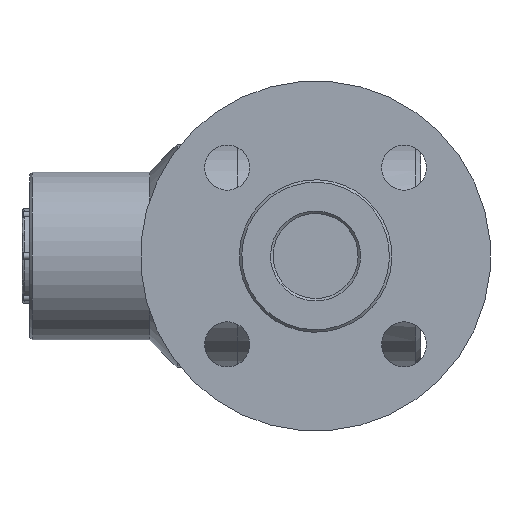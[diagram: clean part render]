
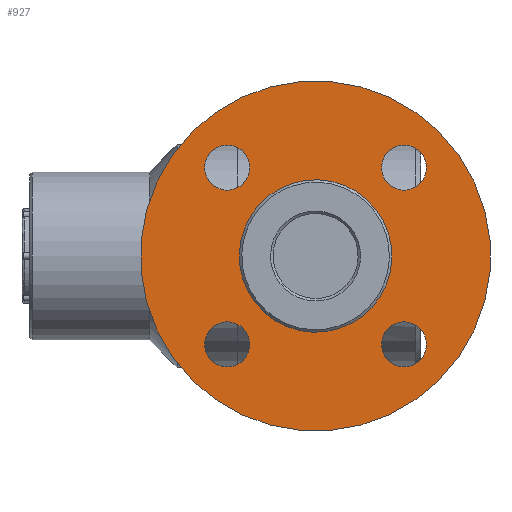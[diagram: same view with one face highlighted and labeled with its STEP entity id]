
A CAD part, left-side view. The second image highlights one B-rep face of the part: STEP entity #927.
In plain terms, the highlighted face is planar.
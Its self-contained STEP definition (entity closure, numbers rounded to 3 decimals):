
#49 = AXIS2_PLACEMENT_3D ( 'NONE', #84, #2833, #1690 ) ;
#59 = DIRECTION ( 'NONE',  ( 1., 0., 0. ) ) ;
#84 = CARTESIAN_POINT ( 'NONE',  ( 0., 0., 0. ) ) ;
#92 = ORIENTED_EDGE ( 'NONE', *, *, #722, .T. ) ;
#199 = DIRECTION ( 'NONE',  ( 1., 0., 0. ) ) ;
#346 = CARTESIAN_POINT ( 'NONE',  ( 50., 0., 0. ) ) ;
#352 = AXIS2_PLACEMENT_3D ( 'NONE', #2027, #2945, #199 ) ;
#420 = DIRECTION ( 'NONE',  ( 0., 0., 1. ) ) ;
#433 = CIRCLE ( 'NONE', #3735, 70. ) ;
#440 = DIRECTION ( 'NONE',  ( 1., 0., 0. ) ) ;
#454 = CARTESIAN_POINT ( 'NONE',  ( 25.75, 0., 0. ) ) ;
#625 = AXIS2_PLACEMENT_3D ( 'NONE', #346, #2783, #59 ) ;
#687 = EDGE_LOOP ( 'NONE', ( #2141 ) ) ;
#722 = EDGE_CURVE ( 'NONE', #1812, #1812, #1406, .T. ) ;
#786 = FACE_BOUND ( 'NONE', #3793, .T. ) ;
#887 = EDGE_CURVE ( 'NONE', #918, #918, #1653, .T. ) ;
#918 = VERTEX_POINT ( 'NONE', #3140 ) ;
#927 = ADVANCED_FACE ( 'NONE', ( #1648, #3147, #3722, #1086, #3128, #786 ), #2296, .F. ) ;
#1073 = EDGE_LOOP ( 'NONE', ( #3052 ) ) ;
#1086 = FACE_BOUND ( 'NONE', #687, .T. ) ;
#1306 = VERTEX_POINT ( 'NONE', #1992 ) ;
#1341 = AXIS2_PLACEMENT_3D ( 'NONE', #3220, #2648, #1726 ) ;
#1406 = CIRCLE ( 'NONE', #625, 9. ) ;
#1526 = CIRCLE ( 'NONE', #1341, 9. ) ;
#1555 = ORIENTED_EDGE ( 'NONE', *, *, #1763, .F. ) ;
#1648 = FACE_BOUND ( 'NONE', #1073, .T. ) ;
#1653 = CIRCLE ( 'NONE', #2355, 9. ) ;
#1680 = DIRECTION ( 'NONE',  ( 1., 0., 0. ) ) ;
#1690 = DIRECTION ( 'NONE',  ( 1., 0., 0. ) ) ;
#1726 = DIRECTION ( 'NONE',  ( 1., 0., 0. ) ) ;
#1763 = EDGE_CURVE ( 'NONE', #3161, #3161, #433, .T. ) ;
#1773 = EDGE_CURVE ( 'NONE', #1306, #1306, #1788, .T. ) ;
#1788 = CIRCLE ( 'NONE', #3487, 9. ) ;
#1812 = VERTEX_POINT ( 'NONE', #2495 ) ;
#1932 = EDGE_CURVE ( 'NONE', #2271, #2271, #1526, .T. ) ;
#1992 = CARTESIAN_POINT ( 'NONE',  ( 9., 50., 0. ) ) ;
#2027 = CARTESIAN_POINT ( 'NONE',  ( 0., 0., 0. ) ) ;
#2099 = CIRCLE ( 'NONE', #352, 25.75 ) ;
#2141 = ORIENTED_EDGE ( 'NONE', *, *, #1932, .T. ) ;
#2271 = VERTEX_POINT ( 'NONE', #3098 ) ;
#2296 = PLANE ( 'NONE',  #49 ) ;
#2355 = AXIS2_PLACEMENT_3D ( 'NONE', #3424, #420, #440 ) ;
#2472 = EDGE_LOOP ( 'NONE', ( #92 ) ) ;
#2495 = CARTESIAN_POINT ( 'NONE',  ( 59., 0., 0. ) ) ;
#2593 = DIRECTION ( 'NONE',  ( 0., 0., 1. ) ) ;
#2633 = CARTESIAN_POINT ( 'NONE',  ( 0., 50., 0. ) ) ;
#2648 = DIRECTION ( 'NONE',  ( 0., 0., 1. ) ) ;
#2783 = DIRECTION ( 'NONE',  ( 0., 0., 1. ) ) ;
#2815 = EDGE_CURVE ( 'NONE', #3737, #3737, #2099, .T. ) ;
#2833 = DIRECTION ( 'NONE',  ( 0., 0., 1. ) ) ;
#2945 = DIRECTION ( 'NONE',  ( 0., 0., 1. ) ) ;
#3052 = ORIENTED_EDGE ( 'NONE', *, *, #887, .T. ) ;
#3056 = EDGE_LOOP ( 'NONE', ( #1555 ) ) ;
#3070 = ORIENTED_EDGE ( 'NONE', *, *, #2815, .T. ) ;
#3098 = CARTESIAN_POINT ( 'NONE',  ( 9., -50., 0. ) ) ;
#3128 = FACE_OUTER_BOUND ( 'NONE', #3056, .T. ) ;
#3140 = CARTESIAN_POINT ( 'NONE',  ( -41., 0., 0. ) ) ;
#3147 = FACE_BOUND ( 'NONE', #3721, .T. ) ;
#3161 = VERTEX_POINT ( 'NONE', #3436 ) ;
#3220 = CARTESIAN_POINT ( 'NONE',  ( 0., -50., 0. ) ) ;
#3229 = ORIENTED_EDGE ( 'NONE', *, *, #1773, .T. ) ;
#3424 = CARTESIAN_POINT ( 'NONE',  ( -50., 0., 0. ) ) ;
#3436 = CARTESIAN_POINT ( 'NONE',  ( 70., 0., 0. ) ) ;
#3487 = AXIS2_PLACEMENT_3D ( 'NONE', #2633, #3839, #1680 ) ;
#3501 = DIRECTION ( 'NONE',  ( 1., 0., 0. ) ) ;
#3559 = CARTESIAN_POINT ( 'NONE',  ( 0., 0., 0. ) ) ;
#3721 = EDGE_LOOP ( 'NONE', ( #3229 ) ) ;
#3722 = FACE_BOUND ( 'NONE', #2472, .T. ) ;
#3735 = AXIS2_PLACEMENT_3D ( 'NONE', #3559, #2593, #3501 ) ;
#3737 = VERTEX_POINT ( 'NONE', #454 ) ;
#3793 = EDGE_LOOP ( 'NONE', ( #3070 ) ) ;
#3839 = DIRECTION ( 'NONE',  ( 0., 0., 1. ) ) ;
